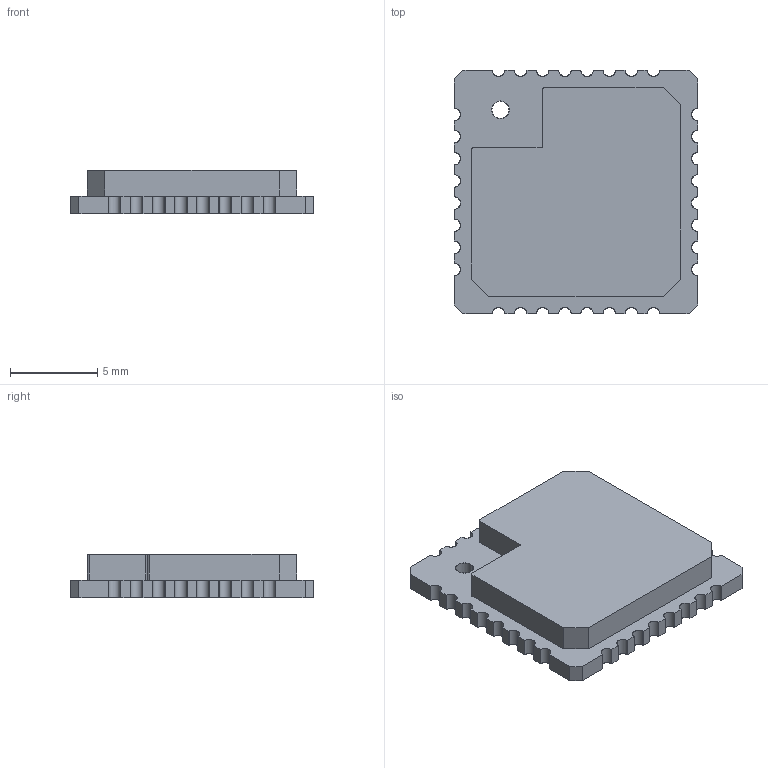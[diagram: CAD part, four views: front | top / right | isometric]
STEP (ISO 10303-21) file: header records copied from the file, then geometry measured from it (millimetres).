
FILE_DESCRIPTION(('FreeCAD Model'),'2;1');
FILE_NAME('MonoWireless_TWE-L-WX.step','2018-06-24T11:29:21',( 'kicad StepUp'),('ksu MCAD'),'Open CASCADE STEP processor 7.2', 'FreeCAD','Unknown');
FILE_SCHEMA(('AUTOMOTIVE_DESIGN { 1 0 10303 214 1 1 1 1 }'));
Length unit declared in the file: millimetre
Products named in the file (1): MonoWireless_TWE-L-WX
Bounding box: 13.97 x 13.97 x 2.49 mm (x, y, z)
Volume: 379 mm3; surface area: 514.8 mm2
Topology: 1 solids, 1 shells, 220 faces, 515 edges, 302 vertices
Faces by surface type: plane 184, cylinder 36
Full cylindrical faces by diameter (mm): 0.98 x1
Entity records: 14748 total; most frequent: CARTESIAN_POINT 2861, DIRECTION 1979, LINE 1178, VECTOR 1178, ORIENTED_EDGE 1030, PCURVE 1030, DEFINITIONAL_REPRESENTATION 1030, EDGE_CURVE 515
